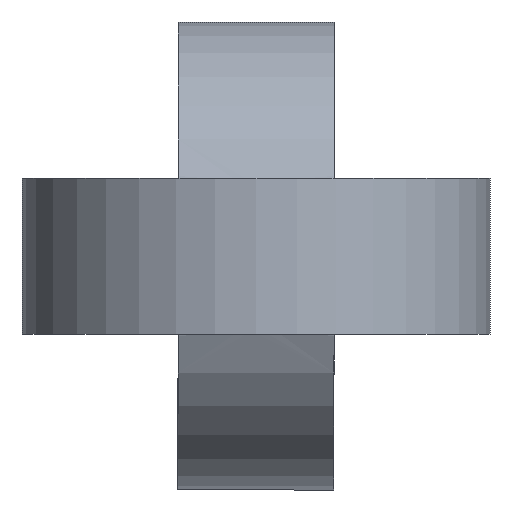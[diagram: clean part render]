
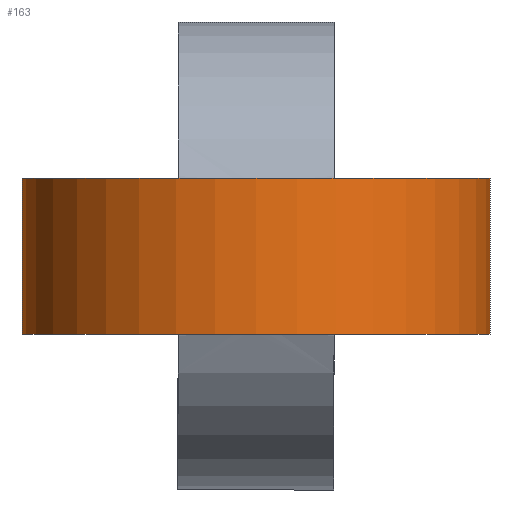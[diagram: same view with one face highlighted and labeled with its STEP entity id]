
A CAD part, front view. The second image highlights one B-rep face of the part: STEP entity #163.
In plain terms, the highlighted cylindrical face has radius 3.75 mm (diameter 7.5 mm), a partial arc.
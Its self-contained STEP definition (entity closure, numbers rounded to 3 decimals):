
#28=FACE_OUTER_BOUND('',#39,.T.);
#39=EDGE_LOOP('',(#123,#124,#125,#126));
#53=B_SPLINE_CURVE_WITH_KNOTS('',3,(#327,#328,#329,#330,#331,#332,#333,
#334,#335,#336,#337,#338,#339,#340,#341,#342,#343,#344),.UNSPECIFIED.,.F.,
 .F.,(4,2,2,2,2,2,2,2,4),(0.19,0.237,0.285,
0.332,0.38,0.427,0.475,0.522,
0.57),.UNSPECIFIED.);
#63=CIRCLE('',#196,3.75);
#64=CIRCLE('',#197,3.75);
#71=LINE('',#295,#74);
#74=VECTOR('',#221,3.75);
#80=VERTEX_POINT('',#293);
#81=VERTEX_POINT('',#294);
#82=VERTEX_POINT('',#296);
#83=VERTEX_POINT('',#298);
#93=EDGE_CURVE('',#80,#81,#71,.T.);
#100=EDGE_CURVE('',#83,#81,#63,.T.);
#101=EDGE_CURVE('',#83,#82,#53,.T.);
#102=EDGE_CURVE('',#80,#82,#64,.T.);
#123=ORIENTED_EDGE('',*,*,#93,.T.);
#124=ORIENTED_EDGE('',*,*,#100,.F.);
#125=ORIENTED_EDGE('',*,*,#101,.T.);
#126=ORIENTED_EDGE('',*,*,#102,.F.);
#157=CYLINDRICAL_SURFACE('',#195,3.75);
#163=ADVANCED_FACE('',(#28),#157,.T.);
#195=AXIS2_PLACEMENT_3D('',#325,#234,#235);
#196=AXIS2_PLACEMENT_3D('',#326,#236,#237);
#197=AXIS2_PLACEMENT_3D('',#345,#238,#239);
#221=DIRECTION('',(0.,0.,-1.));
#234=DIRECTION('center_axis',(0.,0.,1.));
#235=DIRECTION('ref_axis',(1.,0.,0.));
#236=DIRECTION('center_axis',(0.,0.,-1.));
#237=DIRECTION('ref_axis',(1.,0.,0.));
#238=DIRECTION('center_axis',(0.,0.,1.));
#239=DIRECTION('ref_axis',(1.,0.,0.));
#293=CARTESIAN_POINT('',(-3.75,0.,1.25));
#294=CARTESIAN_POINT('',(-3.75,0.,-1.25));
#295=CARTESIAN_POINT('',(-3.75,0.,0.));
#296=CARTESIAN_POINT('',(0.,3.75,1.25));
#298=CARTESIAN_POINT('',(0.,3.75,-1.25));
#325=CARTESIAN_POINT('Origin',(0.,0.,0.));
#326=CARTESIAN_POINT('Origin',(0.,0.,-1.25));
#327=CARTESIAN_POINT('Ctrl Pts',(0.,3.75,-1.25));
#328=CARTESIAN_POINT('Ctrl Pts',(0.158,3.75,-1.25));
#329=CARTESIAN_POINT('Ctrl Pts',(0.326,3.739,-1.218));
#330=CARTESIAN_POINT('Ctrl Pts',(0.634,3.699,-1.09));
#331=CARTESIAN_POINT('Ctrl Pts',(0.774,3.671,-0.994));
#332=CARTESIAN_POINT('Ctrl Pts',(0.994,3.618,-0.774));
#333=CARTESIAN_POINT('Ctrl Pts',(1.09,3.589,-0.634));
#334=CARTESIAN_POINT('Ctrl Pts',(1.218,3.547,-0.326));
#335=CARTESIAN_POINT('Ctrl Pts',(1.25,3.536,-0.158));
#336=CARTESIAN_POINT('Ctrl Pts',(1.25,3.536,0.158));
#337=CARTESIAN_POINT('Ctrl Pts',(1.218,3.547,0.326));
#338=CARTESIAN_POINT('Ctrl Pts',(1.09,3.589,0.634));
#339=CARTESIAN_POINT('Ctrl Pts',(0.994,3.618,0.774));
#340=CARTESIAN_POINT('Ctrl Pts',(0.774,3.671,0.994));
#341=CARTESIAN_POINT('Ctrl Pts',(0.634,3.699,1.09));
#342=CARTESIAN_POINT('Ctrl Pts',(0.326,3.739,1.218));
#343=CARTESIAN_POINT('Ctrl Pts',(0.158,3.75,1.25));
#344=CARTESIAN_POINT('Ctrl Pts',(0.,3.75,1.25));
#345=CARTESIAN_POINT('Origin',(0.,0.,1.25));
